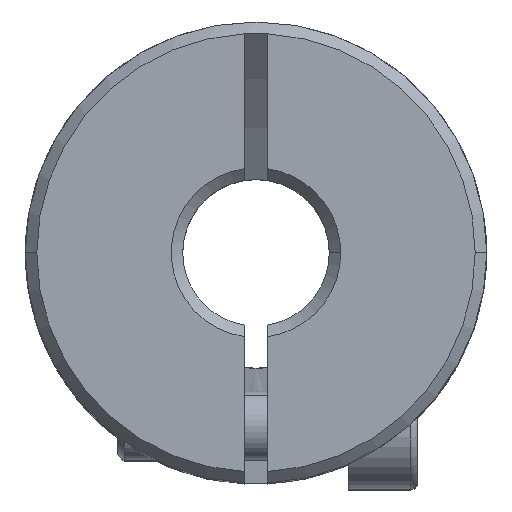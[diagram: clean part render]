
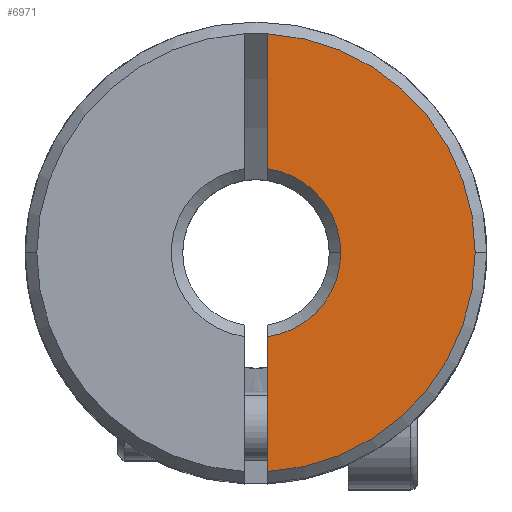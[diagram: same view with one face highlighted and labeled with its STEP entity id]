
A CAD part, top view. The second image highlights one B-rep face of the part: STEP entity #6971.
In plain terms, the highlighted planar face has unit normal (0, 0, 1).
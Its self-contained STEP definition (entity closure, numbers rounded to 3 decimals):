
#68 = ORIENTED_EDGE ( 'NONE', *, *, #7865, .T. ) ;
#404 = VECTOR ( 'NONE', #4786, 1000. ) ;
#456 = EDGE_CURVE ( 'NONE', #4301, #2640, #7185, .T. ) ;
#489 = VECTOR ( 'NONE', #664, 1000. ) ;
#664 = DIRECTION ( 'NONE',  ( 0., -1., 0. ) ) ;
#669 = ORIENTED_EDGE ( 'NONE', *, *, #456, .T. ) ;
#903 = VERTEX_POINT ( 'NONE', #3410 ) ;
#946 = CIRCLE ( 'NONE', #6061, 3.675 ) ;
#1211 = DIRECTION ( 'NONE',  ( 1., 0., 0. ) ) ;
#1417 = ORIENTED_EDGE ( 'NONE', *, *, #5009, .T. ) ;
#1712 = CARTESIAN_POINT ( 'NONE',  ( 0.5, -3.641, 25. ) ) ;
#1815 = DIRECTION ( 'NONE',  ( 1., 0., 0. ) ) ;
#2071 = DIRECTION ( 'NONE',  ( 0., 0., -1. ) ) ;
#2135 = LINE ( 'NONE', #6639, #404 ) ;
#2634 = CARTESIAN_POINT ( 'NONE',  ( 0., 0., 25. ) ) ;
#2640 = VERTEX_POINT ( 'NONE', #5697 ) ;
#2852 = CARTESIAN_POINT ( 'NONE',  ( 0.5, 3.641, 25. ) ) ;
#2887 = CARTESIAN_POINT ( 'NONE',  ( 0., 0., 25. ) ) ;
#3166 = ORIENTED_EDGE ( 'NONE', *, *, #4159, .T. ) ;
#3410 = CARTESIAN_POINT ( 'NONE',  ( 0.5, 9.487, 25. ) ) ;
#3527 = CARTESIAN_POINT ( 'NONE',  ( 0., 0., 25. ) ) ;
#3577 = AXIS2_PLACEMENT_3D ( 'NONE', #5352, #2071, #6770 ) ;
#4141 = AXIS2_PLACEMENT_3D ( 'NONE', #2887, #7517, #4878 ) ;
#4159 = EDGE_CURVE ( 'NONE', #2640, #903, #6428, .T. ) ;
#4260 = DIRECTION ( 'NONE',  ( 1., 0., 0. ) ) ;
#4301 = VERTEX_POINT ( 'NONE', #6529 ) ;
#4786 = DIRECTION ( 'NONE',  ( 0., -1., 0. ) ) ;
#4878 = DIRECTION ( 'NONE',  ( 1., 0., 0. ) ) ;
#4995 = FACE_OUTER_BOUND ( 'NONE', #5020, .T. ) ;
#5009 = EDGE_CURVE ( 'NONE', #6453, #4301, #6375, .T. ) ;
#5020 = EDGE_LOOP ( 'NONE', ( #669, #3166, #8065, #7575, #68, #1417 ) ) ;
#5352 = CARTESIAN_POINT ( 'NONE',  ( 0., 0., 25. ) ) ;
#5594 = AXIS2_PLACEMENT_3D ( 'NONE', #7839, #7101, #1211 ) ;
#5697 = CARTESIAN_POINT ( 'NONE',  ( 9.5, 0., 25. ) ) ;
#6061 = AXIS2_PLACEMENT_3D ( 'NONE', #2634, #7742, #1815 ) ;
#6375 = LINE ( 'NONE', #7072, #489 ) ;
#6418 = AXIS2_PLACEMENT_3D ( 'NONE', #3527, #6935, #4260 ) ;
#6428 = CIRCLE ( 'NONE', #5594, 9.5 ) ;
#6453 = VERTEX_POINT ( 'NONE', #1712 ) ;
#6529 = CARTESIAN_POINT ( 'NONE',  ( 0.5, -9.487, 25. ) ) ;
#6639 = CARTESIAN_POINT ( 'NONE',  ( 0.5, 9.5, 25. ) ) ;
#6756 = VERTEX_POINT ( 'NONE', #8130 ) ;
#6770 = DIRECTION ( 'NONE',  ( 1., 0., 0. ) ) ;
#6801 = VERTEX_POINT ( 'NONE', #2852 ) ;
#6935 = DIRECTION ( 'NONE',  ( 0., 0., 1. ) ) ;
#6971 = ADVANCED_FACE ( 'NONE', ( #4995 ), #7632, .T. ) ;
#7072 = CARTESIAN_POINT ( 'NONE',  ( 0.5, 9.5, 25. ) ) ;
#7101 = DIRECTION ( 'NONE',  ( 0., 0., 1. ) ) ;
#7185 = CIRCLE ( 'NONE', #4141, 9.5 ) ;
#7517 = DIRECTION ( 'NONE',  ( 0., 0., 1. ) ) ;
#7575 = ORIENTED_EDGE ( 'NONE', *, *, #8410, .T. ) ;
#7580 = CIRCLE ( 'NONE', #3577, 3.675 ) ;
#7632 = PLANE ( 'NONE',  #6418 ) ;
#7696 = EDGE_CURVE ( 'NONE', #903, #6801, #2135, .T. ) ;
#7742 = DIRECTION ( 'NONE',  ( 0., 0., -1. ) ) ;
#7839 = CARTESIAN_POINT ( 'NONE',  ( 0., 0., 25. ) ) ;
#7865 = EDGE_CURVE ( 'NONE', #6756, #6453, #946, .T. ) ;
#8065 = ORIENTED_EDGE ( 'NONE', *, *, #7696, .T. ) ;
#8130 = CARTESIAN_POINT ( 'NONE',  ( 3.675, 0., 25. ) ) ;
#8410 = EDGE_CURVE ( 'NONE', #6801, #6756, #7580, .T. ) ;
